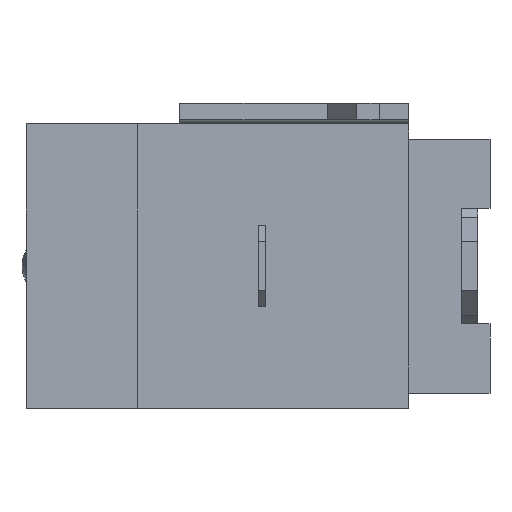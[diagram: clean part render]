
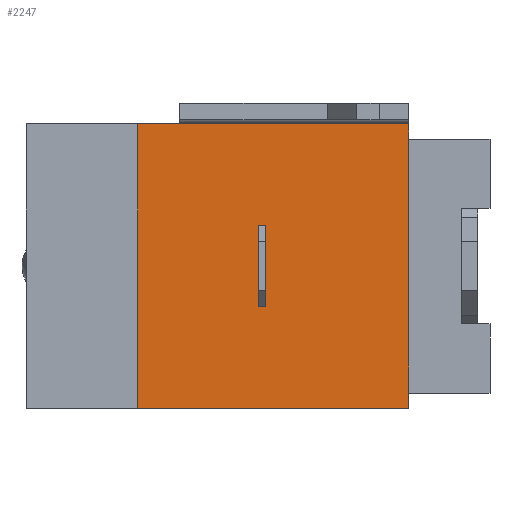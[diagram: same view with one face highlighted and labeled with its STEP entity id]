
A CAD part, front view. The second image highlights one B-rep face of the part: STEP entity #2247.
In plain terms, the highlighted planar face has unit normal (0, -1, 0).
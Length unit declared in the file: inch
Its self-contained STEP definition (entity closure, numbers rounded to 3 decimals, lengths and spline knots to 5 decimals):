
#1649 = CARTESIAN_POINT ( 'NONE',  ( 0., 0.005, -0.175 ) ) ;
#1650 = DIRECTION ( 'NONE',  ( 0., 0., -1. ) ) ;
#1651 = VECTOR ( 'NONE', #1650, 39.37008 ) ;
#1652 = CARTESIAN_POINT ( 'NONE',  ( 0., 0.005, 0.175 ) ) ;
#1653 = LINE ( 'NONE', #1652, #1651 ) ;
#1658 = DIRECTION ( 'NONE',  ( 0., 0., -1. ) ) ;
#1659 = VECTOR ( 'NONE', #1658, 39.37008 ) ;
#1660 = CARTESIAN_POINT ( 'NONE',  ( -0.33304, 0.005, 0.175 ) ) ;
#1661 = LINE ( 'NONE', #1660, #1659 ) ;
#1662 = CARTESIAN_POINT ( 'NONE',  ( -0.33304, 0.005, -0.175 ) ) ;
#1669 = CARTESIAN_POINT ( 'NONE',  ( 0., 0.005, -0.15593 ) ) ;
#1670 = DIRECTION ( 'NONE',  ( 0., 0., -1. ) ) ;
#1671 = VECTOR ( 'NONE', #1670, 39.37008 ) ;
#1672 = CARTESIAN_POINT ( 'NONE',  ( 0., 0.005, 0. ) ) ;
#1673 = LINE ( 'NONE', #1672, #1671 ) ;
#1675 = CARTESIAN_POINT ( 'NONE',  ( 0., 0.005, 0.15593 ) ) ;
#1768 = CARTESIAN_POINT ( 'NONE',  ( 0., 0.005, 0.175 ) ) ;
#1772 = DIRECTION ( 'NONE',  ( -1., 0., 0. ) ) ;
#1773 = DIRECTION ( 'NONE',  ( 0., 1., 0. ) ) ;
#1774 = CARTESIAN_POINT ( 'NONE',  ( -0.235, 0.005, 0.175 ) ) ;
#1775 = AXIS2_PLACEMENT_3D ( 'NONE', #1774, #1773, #1772 ) ;
#1776 = PLANE ( 'NONE',  #1775 ) ;
#1778 = FACE_OUTER_BOUND ( 'NONE', #2248, .T. ) ;
#1783 = CARTESIAN_POINT ( 'NONE',  ( -0.33304, 0.005, 0.175 ) ) ;
#1904 = DIRECTION ( 'NONE',  ( 1., 0., 0. ) ) ;
#1905 = VECTOR ( 'NONE', #1904, 39.37008 ) ;
#1906 = CARTESIAN_POINT ( 'NONE',  ( -0.235, 0.005, 0.175 ) ) ;
#1907 = LINE ( 'NONE', #1906, #1905 ) ;
#1908 = DIRECTION ( 'NONE',  ( 1., 0., 0. ) ) ;
#1909 = VECTOR ( 'NONE', #1908, 39.37008 ) ;
#1910 = CARTESIAN_POINT ( 'NONE',  ( -0.235, 0.005, -0.175 ) ) ;
#1911 = LINE ( 'NONE', #1910, #1909 ) ;
#1980 = DIRECTION ( 'NONE',  ( 0., 0., -1. ) ) ;
#1981 = VECTOR ( 'NONE', #1980, 39.37008 ) ;
#1982 = CARTESIAN_POINT ( 'NONE',  ( 0., 0.005, 0.175 ) ) ;
#1983 = LINE ( 'NONE', #1982, #1981 ) ;
#2228 = VERTEX_POINT ( 'NONE', #1675 ) ;
#2231 = EDGE_CURVE ( 'NONE', #2228, #2232, #1673, .T. ) ;
#2232 = VERTEX_POINT ( 'NONE', #1669 ) ;
#2241 = VERTEX_POINT ( 'NONE', #1662 ) ;
#2243 = EDGE_CURVE ( 'NONE', #2244, #2241, #1661, .T. ) ;
#2244 = VERTEX_POINT ( 'NONE', #1783 ) ;
#2247 = ADVANCED_FACE ( 'NONE', ( #1778 ), #1776, .F. ) ;
#2248 = EDGE_LOOP ( 'NONE', ( #2249, #2250, #2377, #2378, #2379, #2380 ) ) ;
#2249 = ORIENTED_EDGE ( 'NONE', *, *, #2243, .T. ) ;
#2250 = ORIENTED_EDGE ( 'NONE', *, *, #2376, .T. ) ;
#2252 = VERTEX_POINT ( 'NONE', #1768 ) ;
#2267 = EDGE_CURVE ( 'NONE', #2232, #2268, #1653, .T. ) ;
#2268 = VERTEX_POINT ( 'NONE', #1649 ) ;
#2374 = EDGE_CURVE ( 'NONE', #2252, #2228, #1983, .T. ) ;
#2376 = EDGE_CURVE ( 'NONE', #2241, #2268, #1911, .T. ) ;
#2377 = ORIENTED_EDGE ( 'NONE', *, *, #2267, .F. ) ;
#2378 = ORIENTED_EDGE ( 'NONE', *, *, #2231, .F. ) ;
#2379 = ORIENTED_EDGE ( 'NONE', *, *, #2374, .F. ) ;
#2380 = ORIENTED_EDGE ( 'NONE', *, *, #2381, .F. ) ;
#2381 = EDGE_CURVE ( 'NONE', #2244, #2252, #1907, .T. ) ;
